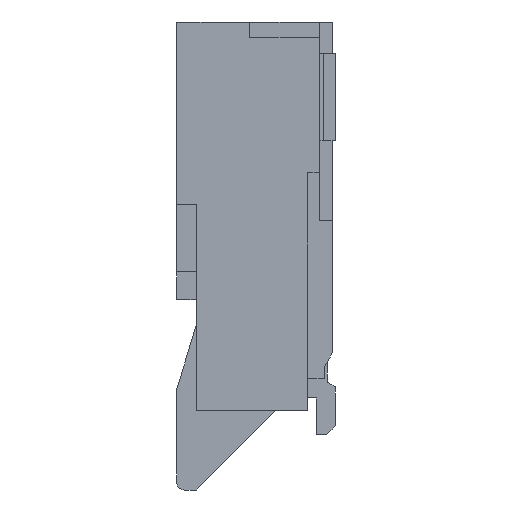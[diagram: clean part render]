
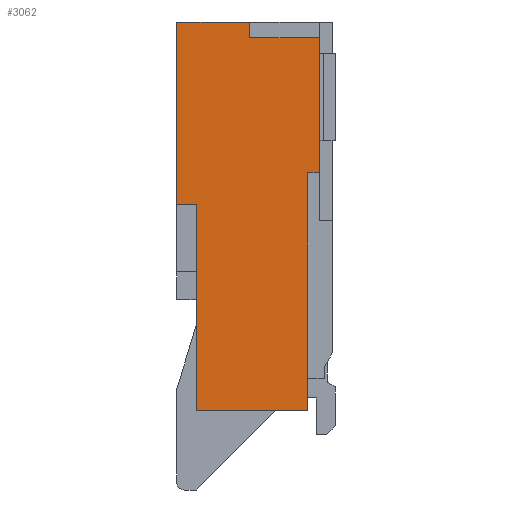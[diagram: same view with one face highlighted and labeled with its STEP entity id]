
A CAD part, left-side view. The second image highlights one B-rep face of the part: STEP entity #3062.
In plain terms, the highlighted planar face has unit normal (-1, 0, 0).
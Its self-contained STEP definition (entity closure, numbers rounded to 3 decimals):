
#16411 = VERTEX_POINT ( 'NONE', #31526 ) ;
#16908 = VERTEX_POINT ( 'NONE', #32025 ) ;
#694 = ORIENTED_EDGE ( 'NONE', *, *, #24709, .F. ) ;
#33465 = LINE ( 'NONE', #33466, #33467 ) ;
#33466 = CARTESIAN_POINT ( 'NONE',  ( -9.75, 2., 0. ) ) ;
#33467 = VECTOR ( 'NONE', #33468, 1000. ) ;
#33468 = DIRECTION ( 'NONE',  ( 0., -1., 0. ) ) ;
#806 = VERTEX_POINT ( 'NONE', #6095 ) ;
#17931 = ORIENTED_EDGE ( 'NONE', *, *, #18722, .F. ) ;
#1726 = ORIENTED_EDGE ( 'NONE', *, *, #2530, .F. ) ;
#1756 = ORIENTED_EDGE ( 'NONE', *, *, #2559, .F. ) ;
#18722 = EDGE_CURVE ( 'NONE', #25288, #16908, #33465, .T. ) ;
#2530 = EDGE_CURVE ( 'NONE', #3057, #22869, #12296, .T. ) ;
#2559 = EDGE_CURVE ( 'NONE', #3089, #806, #12436, .T. ) ;
#3057 = VERTEX_POINT ( 'NONE', #14292 ) ;
#3062 = ADVANCED_FACE ( 'NONE', ( #14328 ), #14329, .T. ) ;
#3089 = VERTEX_POINT ( 'NONE', #14421 ) ;
#19629 = LINE ( 'NONE', #19630, #19631 ) ;
#19630 = CARTESIAN_POINT ( 'NONE',  ( -9.75, 0.35, -1.9 ) ) ;
#19631 = VECTOR ( 'NONE', #19658, 1000. ) ;
#19658 = DIRECTION ( 'NONE',  ( 0., -1., 0. ) ) ;
#36650 = CARTESIAN_POINT ( 'NONE',  ( -9.75, 2., -2.3 ) ) ;
#20447 = LINE ( 'NONE', #20448, #20449 ) ;
#20448 = CARTESIAN_POINT ( 'NONE',  ( -9.75, 1.75, -4.9 ) ) ;
#20449 = VECTOR ( 'NONE', #20450, 1000. ) ;
#20450 = DIRECTION ( 'NONE',  ( 0., 0., -1. ) ) ;
#36856 = CARTESIAN_POINT ( 'NONE',  ( -9.75, 0.2, -0.2 ) ) ;
#4385 = ORIENTED_EDGE ( 'NONE', *, *, #5327, .T. ) ;
#4783 = ORIENTED_EDGE ( 'NONE', *, *, #5785, .T. ) ;
#21491 = CARTESIAN_POINT ( 'NONE',  ( -9.75, 1.75, -4.9 ) ) ;
#37986 = LINE ( 'NONE', #37987, #37988 ) ;
#37987 = CARTESIAN_POINT ( 'NONE',  ( -9.75, 2., -4.9 ) ) ;
#37988 = VECTOR ( 'NONE', #37989, 1000. ) ;
#37989 = DIRECTION ( 'NONE',  ( 0., 0., 1. ) ) ;
#5327 = EDGE_CURVE ( 'NONE', #3089, #25553, #19629, .T. ) ;
#38198 = LINE ( 'NONE', #38199, #38200 ) ;
#38199 = CARTESIAN_POINT ( 'NONE',  ( -9.75, 0.2, 0. ) ) ;
#38200 = VECTOR ( 'NONE', #38201, 1000. ) ;
#38201 = DIRECTION ( 'NONE',  ( 0., 0., -1. ) ) ;
#38382 = CARTESIAN_POINT ( 'NONE',  ( -9.75, 2., 0. ) ) ;
#5785 = EDGE_CURVE ( 'NONE', #3057, #6468, #20447, .T. ) ;
#38614 = CARTESIAN_POINT ( 'NONE',  ( -9.75, 0.2, -1.9 ) ) ;
#6095 = CARTESIAN_POINT ( 'NONE',  ( -9.75, 0.35, -4.9 ) ) ;
#6468 = VERTEX_POINT ( 'NONE', #21491 ) ;
#22869 = VERTEX_POINT ( 'NONE', #36650 ) ;
#6789 = ORIENTED_EDGE ( 'NONE', *, *, #25018, .F. ) ;
#23170 = VERTEX_POINT ( 'NONE', #36856 ) ;
#7780 = ORIENTED_EDGE ( 'NONE', *, *, #8155, .T. ) ;
#24312 = LINE ( 'NONE', #24313, #24314 ) ;
#24313 = CARTESIAN_POINT ( 'NONE',  ( -9.75, 2., -4.9 ) ) ;
#24314 = VECTOR ( 'NONE', #24315, 1000. ) ;
#24315 = DIRECTION ( 'NONE',  ( 0., -1., 0. ) ) ;
#8143 = ORIENTED_EDGE ( 'NONE', *, *, #31553, .F. ) ;
#8155 = EDGE_CURVE ( 'NONE', #6468, #806, #24312, .T. ) ;
#24709 = EDGE_CURVE ( 'NONE', #22869, #25288, #37986, .T. ) ;
#25018 = EDGE_CURVE ( 'NONE', #23170, #25553, #38198, .T. ) ;
#25288 = VERTEX_POINT ( 'NONE', #38382 ) ;
#25553 = VERTEX_POINT ( 'NONE', #38614 ) ;
#9773 = LINE ( 'NONE', #9774, #9775 ) ;
#9774 = CARTESIAN_POINT ( 'NONE',  ( -9.75, 0.2, -0.2 ) ) ;
#9775 = VECTOR ( 'NONE', #9776, 1000. ) ;
#9776 = DIRECTION ( 'NONE',  ( 0., -1., 0. ) ) ;
#12296 = LINE ( 'NONE', #12325, #12326 ) ;
#12325 = CARTESIAN_POINT ( 'NONE',  ( -9.75, 1.75, -2.3 ) ) ;
#12326 = VECTOR ( 'NONE', #12327, 1000. ) ;
#12327 = DIRECTION ( 'NONE',  ( 0., 1., 0. ) ) ;
#12436 = LINE ( 'NONE', #12437, #12438 ) ;
#12437 = CARTESIAN_POINT ( 'NONE',  ( -9.75, 0.35, -4.9 ) ) ;
#12438 = VECTOR ( 'NONE', #12439, 1000. ) ;
#12439 = DIRECTION ( 'NONE',  ( 0., 0., -1. ) ) ;
#13946 = EDGE_LOOP ( 'NONE', ( #15058, #17931, #694, #1726, #4783, #7780, #1756, #4385, #6789, #8143 ) ) ;
#14292 = CARTESIAN_POINT ( 'NONE',  ( -9.75, 1.75, -2.3 ) ) ;
#14328 = FACE_OUTER_BOUND ( 'NONE', #13946, .T. ) ;
#14329 = PLANE ( 'NONE',  #14330 ) ;
#14330 = AXIS2_PLACEMENT_3D ( 'NONE', #14331, #14332, #14333 ) ;
#14331 = CARTESIAN_POINT ( 'NONE',  ( -9.75, 2., -4.9 ) ) ;
#14332 = DIRECTION ( 'NONE',  ( -1., 0., 0. ) ) ;
#14333 = DIRECTION ( 'NONE',  ( 0., -1., 0. ) ) ;
#14421 = CARTESIAN_POINT ( 'NONE',  ( -9.75, 0.35, -1.9 ) ) ;
#31104 = LINE ( 'NONE', #31105, #31106 ) ;
#31105 = CARTESIAN_POINT ( 'NONE',  ( -9.75, 1.08, -0.2 ) ) ;
#31106 = VECTOR ( 'NONE', #31107, 1000. ) ;
#31107 = DIRECTION ( 'NONE',  ( 0., 0., 1. ) ) ;
#15058 = ORIENTED_EDGE ( 'NONE', *, *, #15869, .T. ) ;
#31526 = CARTESIAN_POINT ( 'NONE',  ( -9.75, 1.08, -0.2 ) ) ;
#31553 = EDGE_CURVE ( 'NONE', #16411, #23170, #9773, .T. ) ;
#32025 = CARTESIAN_POINT ( 'NONE',  ( -9.75, 1.08, 0. ) ) ;
#15869 = EDGE_CURVE ( 'NONE', #16411, #16908, #31104, .T. ) ;
